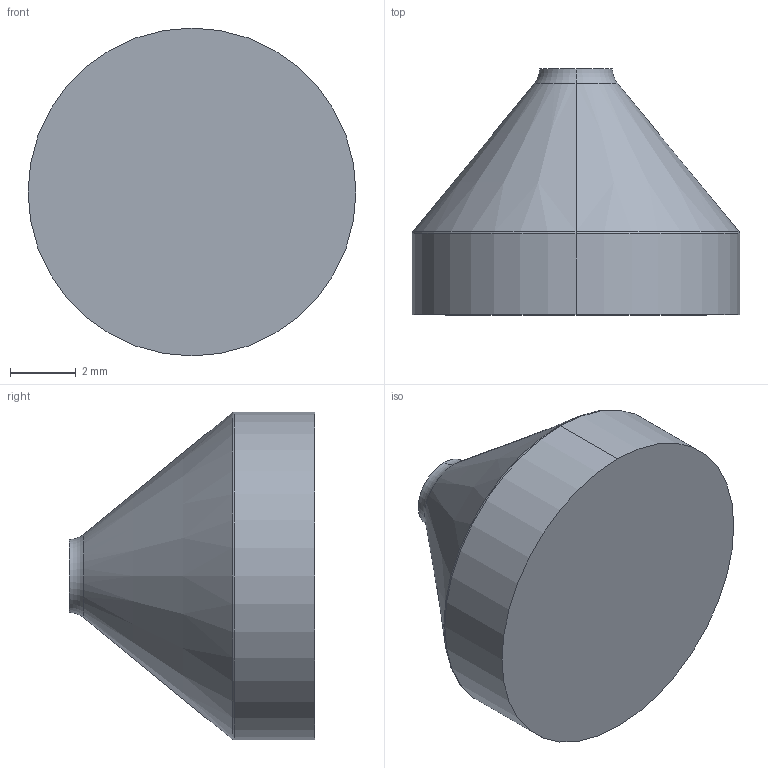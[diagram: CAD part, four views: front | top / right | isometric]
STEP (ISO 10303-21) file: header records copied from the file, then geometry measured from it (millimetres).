
FILE_DESCRIPTION (( 'STEP AP203' ), '1' );
FILE_NAME ('Six_DOF_bottom_hinge_part_Default_sldprt.STEP', '2021-10-26T22:29:56', ( '' ), ( '' ), 'SwSTEP 2.0', 'SolidWorks 2021', '' );
FILE_SCHEMA (( 'CONFIG_CONTROL_DESIGN' ));
Length unit declared in the file: millimetre
Products named in the file (1): Six_DOF_bottom_hinge_part_Default_sldprt
Bounding box: 10 x 7.5 x 10 mm (x, y, z)
Volume: 355.5 mm3; surface area: 280.4 mm2
Topology: 1 solids, 1 shells, 10 faces, 18 edges, 10 vertices
Faces by surface type: torus 4, cone 2, cylinder 2, plane 2
Entity records: 325 total; most frequent: DIRECTION 54, CARTESIAN_POINT 39, ORIENTED_EDGE 36, AXIS2_PLACEMENT_3D 25, EDGE_CURVE 18, CIRCLE 14, ADVANCED_FACE 10, VERTEX_POINT 10
